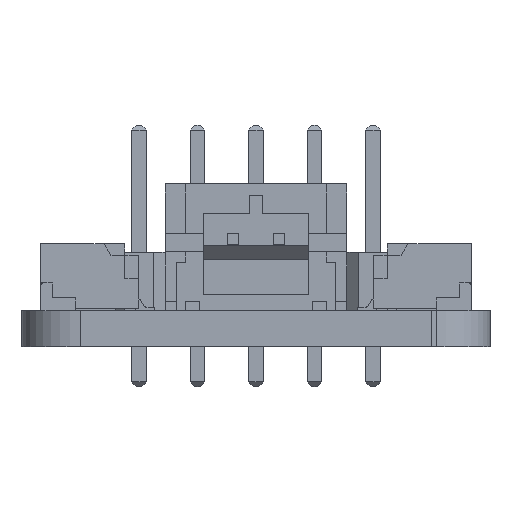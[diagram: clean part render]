
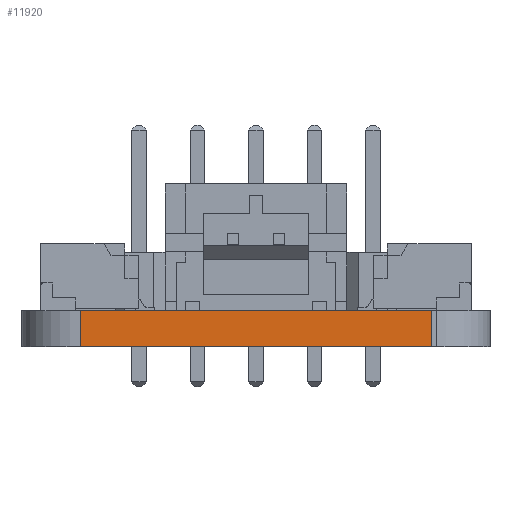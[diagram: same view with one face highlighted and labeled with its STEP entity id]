
A CAD part, front view. The second image highlights one B-rep face of the part: STEP entity #11920.
In plain terms, the highlighted planar face has unit normal (0, -1, 0).
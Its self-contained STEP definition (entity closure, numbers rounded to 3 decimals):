
#658=PLANE('',#12758);
#1205=FACE_OUTER_BOUND('',#1846,.T.);
#1846=EDGE_LOOP('',(#8543,#8544,#8545,#8546));
#2557=LINE('',#16942,#4038);
#2558=LINE('',#16945,#4039);
#2559=LINE('',#16947,#4040);
#2560=LINE('',#16948,#4041);
#4038=VECTOR('',#13732,10.);
#4039=VECTOR('',#13735,10.);
#4040=VECTOR('',#13736,10.);
#4041=VECTOR('',#13737,10.);
#5730=VERTEX_POINT('',#16938);
#5731=VERTEX_POINT('',#16940);
#5732=VERTEX_POINT('',#16944);
#5733=VERTEX_POINT('',#16946);
#6841=EDGE_CURVE('',#5730,#5731,#2557,.T.);
#6842=EDGE_CURVE('',#5732,#5730,#2558,.T.);
#6843=EDGE_CURVE('',#5733,#5731,#2559,.T.);
#6844=EDGE_CURVE('',#5732,#5733,#2560,.T.);
#8543=ORIENTED_EDGE('',*,*,#6842,.T.);
#8544=ORIENTED_EDGE('',*,*,#6841,.T.);
#8545=ORIENTED_EDGE('',*,*,#6843,.F.);
#8546=ORIENTED_EDGE('',*,*,#6844,.F.);
#11920=ADVANCED_FACE('',(#1205),#658,.T.);
#12758=AXIS2_PLACEMENT_3D('',#16943,#13733,#13734);
#13732=DIRECTION('',(0.,0.,1.));
#13733=DIRECTION('center_axis',(0.,-1.,0.));
#13734=DIRECTION('ref_axis',(1.,0.,0.));
#13735=DIRECTION('',(1.,0.,0.));
#13736=DIRECTION('',(1.,0.,0.));
#13737=DIRECTION('',(0.,0.,1.));
#16938=CARTESIAN_POINT('',(7.62,0.,0.));
#16940=CARTESIAN_POINT('',(7.62,0.,1.57));
#16942=CARTESIAN_POINT('',(7.62,0.,0.));
#16943=CARTESIAN_POINT('Origin',(-7.62,0.,
0.));
#16944=CARTESIAN_POINT('',(-7.62,0.,0.));
#16945=CARTESIAN_POINT('',(-7.62,0.,0.));
#16946=CARTESIAN_POINT('',(-7.62,0.,1.57));
#16947=CARTESIAN_POINT('',(-7.62,0.,1.57));
#16948=CARTESIAN_POINT('',(-7.62,0.,0.));
